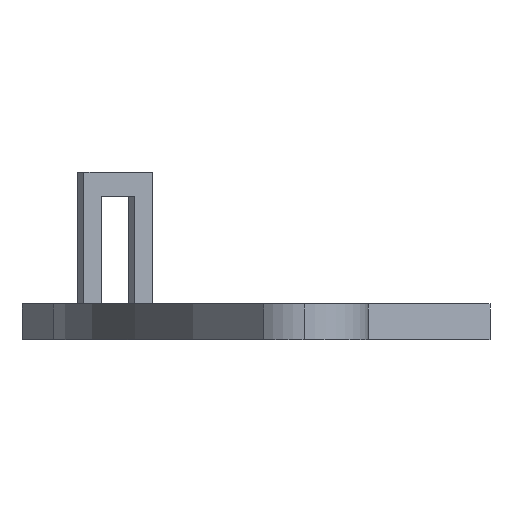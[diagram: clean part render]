
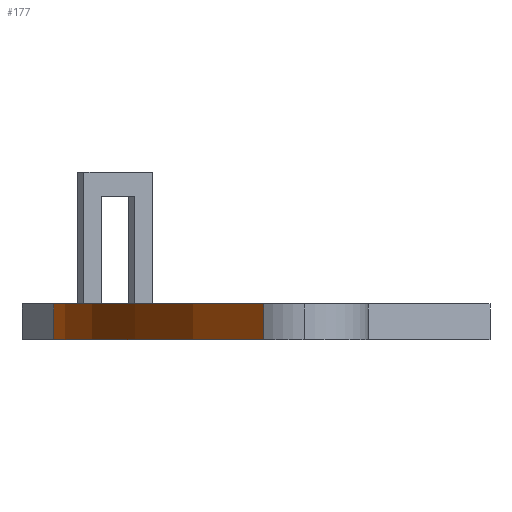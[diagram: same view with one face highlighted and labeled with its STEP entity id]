
A CAD part, left-side view. The second image highlights one B-rep face of the part: STEP entity #177.
In plain terms, the highlighted cylindrical face has radius 64.382 mm (diameter 128.764 mm), a partial arc.
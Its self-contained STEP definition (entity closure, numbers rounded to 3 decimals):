
#16 = DIRECTION ( 'NONE',  ( 1., 0., 0. ) ) ;
#177 = ADVANCED_FACE ( 'NONE', ( #1043 ), #346, .T. ) ;
#314 = DIRECTION ( 'NONE',  ( -1., 0., 0. ) ) ;
#346 = CYLINDRICAL_SURFACE ( 'NONE', #2209, 64.382 ) ;
#470 = CARTESIAN_POINT ( 'NONE',  ( 23.138, -45.075, 0. ) ) ;
#475 = CIRCLE ( 'NONE', #893, 64.382 ) ;
#556 = VECTOR ( 'NONE', #2048, 1000. ) ;
#605 = EDGE_CURVE ( 'NONE', #2229, #1881, #475, .T. ) ;
#614 = VERTEX_POINT ( 'NONE', #839 ) ;
#615 = EDGE_CURVE ( 'NONE', #1685, #1881, #1029, .T. ) ;
#694 = CARTESIAN_POINT ( 'NONE',  ( 23.138, -45.075, 3. ) ) ;
#790 = ORIENTED_EDGE ( 'NONE', *, *, #605, .F. ) ;
#839 = CARTESIAN_POINT ( 'NONE',  ( -21.045, 1.753, 3. ) ) ;
#893 = AXIS2_PLACEMENT_3D ( 'NONE', #470, #1190, #1738 ) ;
#913 = DIRECTION ( 'NONE',  ( 0., 0., -1. ) ) ;
#991 = LINE ( 'NONE', #1001, #556 ) ;
#1001 = CARTESIAN_POINT ( 'NONE',  ( -21.045, 1.753, 3. ) ) ;
#1029 = LINE ( 'NONE', #1788, #1606 ) ;
#1043 = FACE_OUTER_BOUND ( 'NONE', #2198, .T. ) ;
#1190 = DIRECTION ( 'NONE',  ( 0., 0., -1. ) ) ;
#1235 = CIRCLE ( 'NONE', #1619, 64.382 ) ;
#1242 = DIRECTION ( 'NONE',  ( 0., 0., -1. ) ) ;
#1399 = DIRECTION ( 'NONE',  ( 0., 0., -1. ) ) ;
#1456 = CARTESIAN_POINT ( 'NONE',  ( 23.138, -45.075, 3. ) ) ;
#1606 = VECTOR ( 'NONE', #1399, 1000. ) ;
#1619 = AXIS2_PLACEMENT_3D ( 'NONE', #1456, #913, #16 ) ;
#1647 = ORIENTED_EDGE ( 'NONE', *, *, #1759, .F. ) ;
#1685 = VERTEX_POINT ( 'NONE', #1836 ) ;
#1737 = ORIENTED_EDGE ( 'NONE', *, *, #615, .T. ) ;
#1738 = DIRECTION ( 'NONE',  ( 1., 0., 0. ) ) ;
#1759 = EDGE_CURVE ( 'NONE', #614, #2229, #991, .T. ) ;
#1788 = CARTESIAN_POINT ( 'NONE',  ( 48.942, 13.91, 3. ) ) ;
#1836 = CARTESIAN_POINT ( 'NONE',  ( 48.942, 13.91, 3. ) ) ;
#1840 = CARTESIAN_POINT ( 'NONE',  ( -21.045, 1.753, 0. ) ) ;
#1844 = ORIENTED_EDGE ( 'NONE', *, *, #2076, .T. ) ;
#1881 = VERTEX_POINT ( 'NONE', #1892 ) ;
#1892 = CARTESIAN_POINT ( 'NONE',  ( 48.942, 13.91, 0. ) ) ;
#2048 = DIRECTION ( 'NONE',  ( 0., 0., -1. ) ) ;
#2076 = EDGE_CURVE ( 'NONE', #614, #1685, #1235, .T. ) ;
#2198 = EDGE_LOOP ( 'NONE', ( #790, #1647, #1844, #1737 ) ) ;
#2209 = AXIS2_PLACEMENT_3D ( 'NONE', #694, #1242, #314 ) ;
#2229 = VERTEX_POINT ( 'NONE', #1840 ) ;
